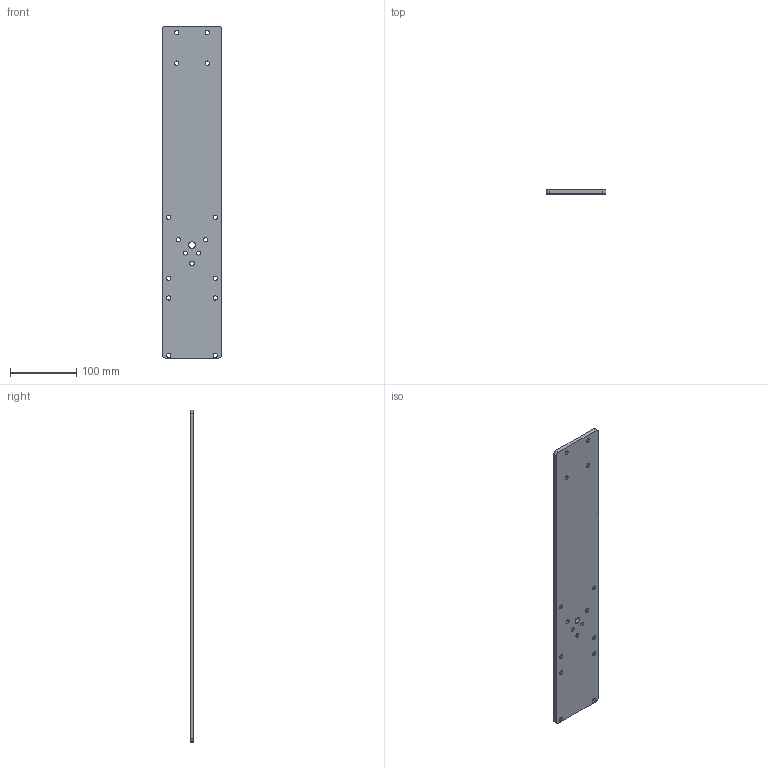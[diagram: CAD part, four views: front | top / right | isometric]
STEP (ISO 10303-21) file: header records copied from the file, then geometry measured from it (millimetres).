
FILE_DESCRIPTION (( 'STEP AP214' ), '1' );
FILE_NAME ('UTCrawlV1-USI-011-plaque aluSTEP.STEP', '2019-10-04T08:41:09', ( '' ), ( '' ), 'SwSTEP 2.0', 'SolidWorks 2018', '' );
FILE_SCHEMA (( 'AUTOMOTIVE_DESIGN' ));
Length unit declared in the file: millimetre
Products named in the file (1): UTCrawlV1-USI-011-plaque aluSTEP
Bounding box: 90 x 6 x 500 mm (x, y, z)
Volume: 264185.4 mm3; surface area: 97557.6 mm2
Topology: 1 solids, 1 shells, 76 faces, 198 edges, 122 vertices
Faces by surface type: cylinder 40, cone 30, plane 6
Entity records: 2496 total; most frequent: DIRECTION 458, CARTESIAN_POINT 443, ORIENTED_EDGE 396, EDGE_CURVE 198, AXIS2_PLACEMENT_3D 187, VERTEX_POINT 122, CIRCLE 110, EDGE_LOOP 110
